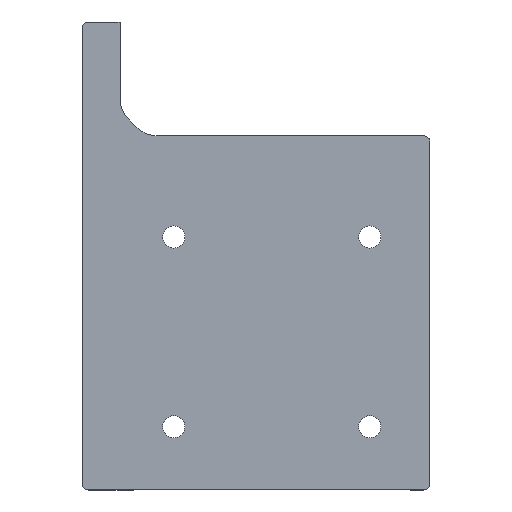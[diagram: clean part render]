
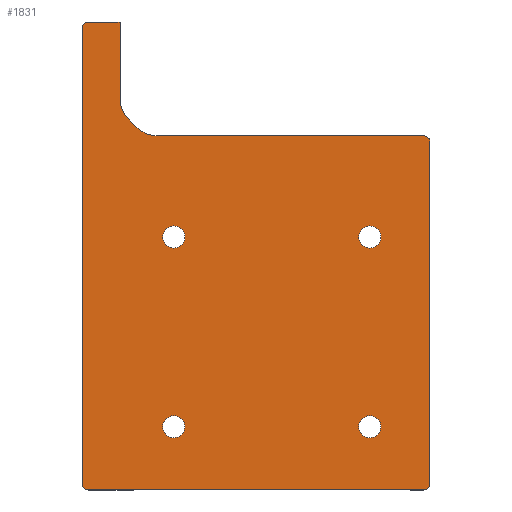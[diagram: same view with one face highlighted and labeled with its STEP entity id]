
A CAD part, top view. The second image highlights one B-rep face of the part: STEP entity #1831.
In plain terms, the highlighted planar face has unit normal (0, 0, 1).
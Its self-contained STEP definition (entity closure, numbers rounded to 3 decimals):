
#38=FACE_BOUND('',#594,.T.);
#39=FACE_BOUND('',#595,.T.);
#40=FACE_BOUND('',#596,.T.);
#41=FACE_BOUND('',#597,.T.);
#58=PLANE('',#1978);
#119=LINE('',#2791,#276);
#129=LINE('',#2852,#286);
#130=LINE('',#2856,#287);
#131=LINE('',#2858,#288);
#132=LINE('',#2862,#289);
#133=LINE('',#2865,#290);
#134=LINE('',#2866,#291);
#276=VECTOR('',#2193,10.);
#286=VECTOR('',#2237,10.);
#287=VECTOR('',#2240,10.);
#288=VECTOR('',#2241,10.);
#289=VECTOR('',#2244,10.);
#290=VECTOR('',#2247,10.);
#291=VECTOR('',#2248,10.);
#475=FACE_OUTER_BOUND('',#593,.T.);
#593=EDGE_LOOP('',(#1321,#1322,#1323,#1324,#1325,#1326,#1327,#1328,#1329,
#1330,#1331,#1332,#1333));
#594=EDGE_LOOP('',(#1334));
#595=EDGE_LOOP('',(#1335));
#596=EDGE_LOOP('',(#1336));
#597=EDGE_LOOP('',(#1337));
#711=CIRCLE('',#1949,1.);
#720=CIRCLE('',#1961,1.);
#729=CIRCLE('',#1979,4.5);
#730=CIRCLE('',#1980,4.5);
#731=CIRCLE('',#1981,1.);
#732=CIRCLE('',#1982,1.);
#733=CIRCLE('',#1983,1.75);
#734=CIRCLE('',#1984,1.75);
#735=CIRCLE('',#1985,1.75);
#736=CIRCLE('',#1986,1.75);
#818=VERTEX_POINT('',#2731);
#819=VERTEX_POINT('',#2732);
#828=VERTEX_POINT('',#2777);
#829=VERTEX_POINT('',#2779);
#833=VERTEX_POINT('',#2789);
#851=VERTEX_POINT('',#2849);
#852=VERTEX_POINT('',#2851);
#853=VERTEX_POINT('',#2853);
#854=VERTEX_POINT('',#2855);
#855=VERTEX_POINT('',#2857);
#856=VERTEX_POINT('',#2859);
#857=VERTEX_POINT('',#2861);
#858=VERTEX_POINT('',#2863);
#859=VERTEX_POINT('',#2867);
#860=VERTEX_POINT('',#2869);
#861=VERTEX_POINT('',#2871);
#862=VERTEX_POINT('',#2873);
#985=EDGE_CURVE('',#818,#819,#711,.T.);
#1001=EDGE_CURVE('',#828,#829,#720,.T.);
#1007=EDGE_CURVE('',#828,#833,#119,.T.);
#1030=EDGE_CURVE('',#851,#833,#729,.T.);
#1031=EDGE_CURVE('',#852,#851,#129,.T.);
#1032=EDGE_CURVE('',#853,#852,#730,.T.);
#1033=EDGE_CURVE('',#853,#854,#130,.T.);
#1034=EDGE_CURVE('',#854,#855,#131,.T.);
#1035=EDGE_CURVE('',#856,#855,#731,.T.);
#1036=EDGE_CURVE('',#856,#857,#132,.T.);
#1037=EDGE_CURVE('',#858,#857,#732,.T.);
#1038=EDGE_CURVE('',#819,#858,#133,.T.);
#1039=EDGE_CURVE('',#829,#818,#134,.T.);
#1040=EDGE_CURVE('',#859,#859,#733,.T.);
#1041=EDGE_CURVE('',#860,#860,#734,.T.);
#1042=EDGE_CURVE('',#861,#861,#735,.T.);
#1043=EDGE_CURVE('',#862,#862,#736,.T.);
#1321=ORIENTED_EDGE('',*,*,#1001,.F.);
#1322=ORIENTED_EDGE('',*,*,#1007,.T.);
#1323=ORIENTED_EDGE('',*,*,#1030,.F.);
#1324=ORIENTED_EDGE('',*,*,#1031,.F.);
#1325=ORIENTED_EDGE('',*,*,#1032,.F.);
#1326=ORIENTED_EDGE('',*,*,#1033,.T.);
#1327=ORIENTED_EDGE('',*,*,#1034,.T.);
#1328=ORIENTED_EDGE('',*,*,#1035,.F.);
#1329=ORIENTED_EDGE('',*,*,#1036,.T.);
#1330=ORIENTED_EDGE('',*,*,#1037,.F.);
#1331=ORIENTED_EDGE('',*,*,#1038,.F.);
#1332=ORIENTED_EDGE('',*,*,#985,.F.);
#1333=ORIENTED_EDGE('',*,*,#1039,.F.);
#1334=ORIENTED_EDGE('',*,*,#1040,.T.);
#1335=ORIENTED_EDGE('',*,*,#1041,.T.);
#1336=ORIENTED_EDGE('',*,*,#1042,.T.);
#1337=ORIENTED_EDGE('',*,*,#1043,.T.);
#1831=ADVANCED_FACE('',(#475,#38,#39,#40,#41),#58,.T.);
#1949=AXIS2_PLACEMENT_3D('',#2733,#2153,#2154);
#1961=AXIS2_PLACEMENT_3D('',#2780,#2184,#2185);
#1978=AXIS2_PLACEMENT_3D('',#2848,#2233,#2234);
#1979=AXIS2_PLACEMENT_3D('',#2850,#2235,#2236);
#1980=AXIS2_PLACEMENT_3D('',#2854,#2238,#2239);
#1981=AXIS2_PLACEMENT_3D('',#2860,#2242,#2243);
#1982=AXIS2_PLACEMENT_3D('',#2864,#2245,#2246);
#1983=AXIS2_PLACEMENT_3D('',#2868,#2249,#2250);
#1984=AXIS2_PLACEMENT_3D('',#2870,#2251,#2252);
#1985=AXIS2_PLACEMENT_3D('',#2872,#2253,#2254);
#1986=AXIS2_PLACEMENT_3D('',#2874,#2255,#2256);
#2153=DIRECTION('center_axis',(0.,0.,-1.));
#2154=DIRECTION('ref_axis',(0.707,-0.707,0.));
#2184=DIRECTION('center_axis',(0.,0.,-1.));
#2185=DIRECTION('ref_axis',(0.707,0.707,0.));
#2193=DIRECTION('',(-1.,0.,0.));
#2233=DIRECTION('center_axis',(0.,0.,1.));
#2234=DIRECTION('ref_axis',(-1.,0.,0.));
#2235=DIRECTION('center_axis',(0.,0.,1.));
#2236=DIRECTION('ref_axis',(-0.383,-0.924,0.));
#2237=DIRECTION('',(0.707,-0.707,0.));
#2238=DIRECTION('center_axis',(0.,0.,1.));
#2239=DIRECTION('ref_axis',(-0.924,-0.383,0.));
#2240=DIRECTION('',(0.,1.,0.));
#2241=DIRECTION('',(-1.,0.,0.));
#2242=DIRECTION('center_axis',(0.,0.,-1.));
#2243=DIRECTION('ref_axis',(-0.707,0.707,0.));
#2244=DIRECTION('',(0.,-1.,0.));
#2245=DIRECTION('center_axis',(0.,0.,-1.));
#2246=DIRECTION('ref_axis',(-0.707,-0.707,0.));
#2247=DIRECTION('',(-1.,0.,0.));
#2248=DIRECTION('',(0.,-1.,0.));
#2249=DIRECTION('center_axis',(0.,0.,-1.));
#2250=DIRECTION('ref_axis',(1.,0.,0.));
#2251=DIRECTION('center_axis',(0.,0.,-1.));
#2252=DIRECTION('ref_axis',(1.,0.,0.));
#2253=DIRECTION('center_axis',(0.,0.,-1.));
#2254=DIRECTION('ref_axis',(1.,0.,0.));
#2255=DIRECTION('center_axis',(0.,0.,-1.));
#2256=DIRECTION('ref_axis',(1.,0.,0.));
#2731=CARTESIAN_POINT('',(125.981,195.069,36.198));
#2732=CARTESIAN_POINT('',(124.981,194.069,36.198));
#2733=CARTESIAN_POINT('Origin',(124.981,195.069,36.198));
#2777=CARTESIAN_POINT('',(124.981,250.069,36.198));
#2779=CARTESIAN_POINT('',(125.981,249.069,36.198));
#2780=CARTESIAN_POINT('Origin',(124.981,249.069,36.198));
#2789=CARTESIAN_POINT('',(82.845,250.069,36.198));
#2791=CARTESIAN_POINT('',(125.981,250.069,36.198));
#2848=CARTESIAN_POINT('Origin',(125.981,250.069,36.198));
#2849=CARTESIAN_POINT('',(79.663,251.387,36.198));
#2850=CARTESIAN_POINT('Origin',(82.845,254.569,36.198));
#2851=CARTESIAN_POINT('',(78.299,252.751,36.198));
#2852=CARTESIAN_POINT('',(91.231,239.819,36.198));
#2853=CARTESIAN_POINT('',(76.981,255.933,36.198));
#2854=CARTESIAN_POINT('Origin',(81.481,255.933,36.198));
#2855=CARTESIAN_POINT('',(76.981,268.069,36.198));
#2856=CARTESIAN_POINT('',(76.981,250.069,36.198));
#2857=CARTESIAN_POINT('',(71.981,268.069,36.198));
#2858=CARTESIAN_POINT('',(76.981,268.069,36.198));
#2859=CARTESIAN_POINT('',(70.981,267.069,36.198));
#2860=CARTESIAN_POINT('Origin',(71.981,267.069,36.198));
#2861=CARTESIAN_POINT('',(70.981,195.069,36.198));
#2862=CARTESIAN_POINT('',(70.981,268.069,36.198));
#2863=CARTESIAN_POINT('',(71.981,194.069,36.198));
#2864=CARTESIAN_POINT('Origin',(71.981,195.069,36.198));
#2865=CARTESIAN_POINT('',(125.981,194.069,36.198));
#2866=CARTESIAN_POINT('',(125.981,250.069,36.198));
#2867=CARTESIAN_POINT('',(83.731,234.069,36.198));
#2868=CARTESIAN_POINT('Origin',(85.481,234.069,36.198));
#2869=CARTESIAN_POINT('',(83.731,204.069,36.198));
#2870=CARTESIAN_POINT('Origin',(85.481,204.069,36.198));
#2871=CARTESIAN_POINT('',(114.731,234.069,36.198));
#2872=CARTESIAN_POINT('Origin',(116.481,234.069,36.198));
#2873=CARTESIAN_POINT('',(114.731,204.069,36.198));
#2874=CARTESIAN_POINT('Origin',(116.481,204.069,36.198));
